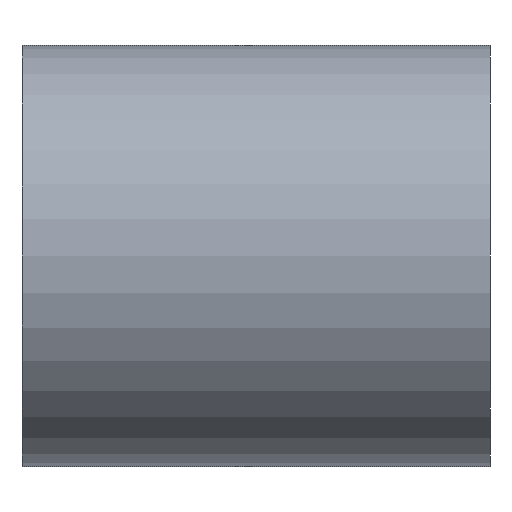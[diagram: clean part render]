
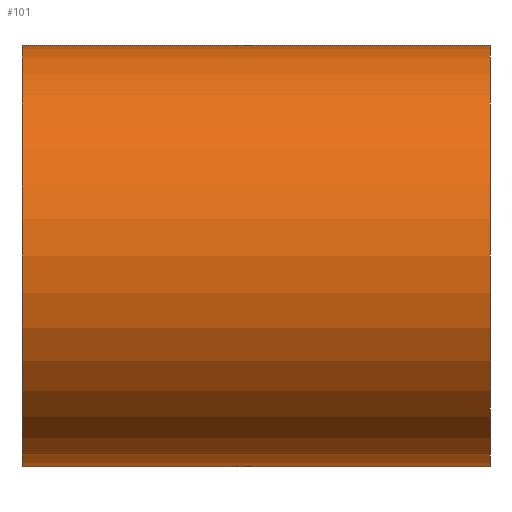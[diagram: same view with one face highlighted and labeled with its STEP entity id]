
A CAD part, front view. The second image highlights one B-rep face of the part: STEP entity #101.
In plain terms, the highlighted cylindrical face has radius 45 mm (diameter 90 mm), a partial arc.
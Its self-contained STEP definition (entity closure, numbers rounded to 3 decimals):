
#2 = DIRECTION ( 'NONE',  ( 0., 0., 1. ) ) ;
#4 = CARTESIAN_POINT ( 'NONE',  ( 93.983, 0., 45. ) ) ;
#21 = ORIENTED_EDGE ( 'NONE', *, *, #276, .T. ) ;
#34 = DIRECTION ( 'NONE',  ( -1., 0., 0. ) ) ;
#36 = CARTESIAN_POINT ( 'NONE',  ( -6.017, 0., 0. ) ) ;
#45 = VECTOR ( 'NONE', #34, 1000. ) ;
#65 = AXIS2_PLACEMENT_3D ( 'NONE', #36, #298, #110 ) ;
#66 = VERTEX_POINT ( 'NONE', #127 ) ;
#68 = EDGE_CURVE ( 'NONE', #243, #69, #266, .T. ) ;
#69 = VERTEX_POINT ( 'NONE', #269 ) ;
#70 = VERTEX_POINT ( 'NONE', #4 ) ;
#83 = LINE ( 'NONE', #301, #45 ) ;
#101 = ADVANCED_FACE ( 'NONE', ( #292 ), #176, .T. ) ;
#110 = DIRECTION ( 'NONE',  ( 0., 0., 1. ) ) ;
#114 = CIRCLE ( 'NONE', #65, 45. ) ;
#116 = DIRECTION ( 'NONE',  ( -1., 0., 0. ) ) ;
#127 = CARTESIAN_POINT ( 'NONE',  ( -6.017, 0., 45. ) ) ;
#130 = EDGE_CURVE ( 'NONE', #69, #66, #114, .T. ) ;
#150 = CARTESIAN_POINT ( 'NONE',  ( -46.222, 0., -45. ) ) ;
#166 = ORIENTED_EDGE ( 'NONE', *, *, #287, .T. ) ;
#171 = VECTOR ( 'NONE', #244, 1000. ) ;
#176 = CYLINDRICAL_SURFACE ( 'NONE', #262, 45. ) ;
#181 = CARTESIAN_POINT ( 'NONE',  ( 93.983, 0., -45. ) ) ;
#190 = EDGE_LOOP ( 'NONE', ( #192, #166, #21, #212 ) ) ;
#192 = ORIENTED_EDGE ( 'NONE', *, *, #68, .F. ) ;
#210 = CARTESIAN_POINT ( 'NONE',  ( 93.983, 0., 0. ) ) ;
#212 = ORIENTED_EDGE ( 'NONE', *, *, #130, .F. ) ;
#222 = DIRECTION ( 'NONE',  ( -1., 0., 0. ) ) ;
#223 = AXIS2_PLACEMENT_3D ( 'NONE', #210, #116, #305 ) ;
#243 = VERTEX_POINT ( 'NONE', #181 ) ;
#244 = DIRECTION ( 'NONE',  ( -1., 0., 0. ) ) ;
#246 = CARTESIAN_POINT ( 'NONE',  ( -46.222, 0., 0. ) ) ;
#262 = AXIS2_PLACEMENT_3D ( 'NONE', #246, #222, #2 ) ;
#266 = LINE ( 'NONE', #150, #171 ) ;
#269 = CARTESIAN_POINT ( 'NONE',  ( -6.017, 0., -45. ) ) ;
#271 = CIRCLE ( 'NONE', #223, 45. ) ;
#276 = EDGE_CURVE ( 'NONE', #70, #66, #83, .T. ) ;
#287 = EDGE_CURVE ( 'NONE', #243, #70, #271, .T. ) ;
#292 = FACE_OUTER_BOUND ( 'NONE', #190, .T. ) ;
#298 = DIRECTION ( 'NONE',  ( -1., 0., 0. ) ) ;
#301 = CARTESIAN_POINT ( 'NONE',  ( -46.222, 0., 45. ) ) ;
#305 = DIRECTION ( 'NONE',  ( 0., 0., 1. ) ) ;
